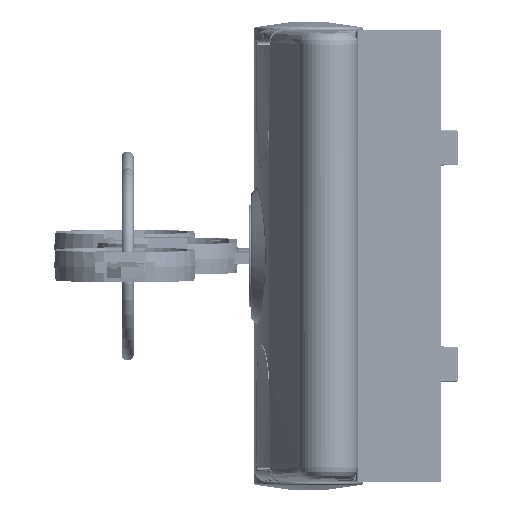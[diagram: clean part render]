
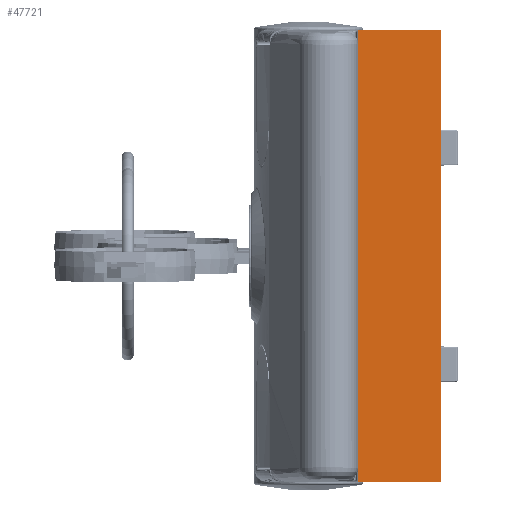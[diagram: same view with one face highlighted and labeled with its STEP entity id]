
A CAD part, left-side view. The second image highlights one B-rep face of the part: STEP entity #47721.
In plain terms, the highlighted face is planar.
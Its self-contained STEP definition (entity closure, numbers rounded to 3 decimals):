
#179 = CARTESIAN_POINT ( 'NONE',  ( -31.2, 13.7, -18.25 ) ) ;
#9931 = ORIENTED_EDGE ( 'NONE', *, *, #65071, .T. ) ;
#12670 = LINE ( 'NONE', #46201, #35216 ) ;
#14027 = EDGE_LOOP ( 'NONE', ( #38809, #49580, #9931, #117117, #115492, #29046, #120723, #117667 ) ) ;
#18527 = AXIS2_PLACEMENT_3D ( 'NONE', #75141, #94416, #37163 ) ;
#19509 = VECTOR ( 'NONE', #119624, 1000. ) ;
#21327 = VERTEX_POINT ( 'NONE', #65553 ) ;
#23543 = EDGE_CURVE ( 'NONE', #104913, #104497, #40232, .T. ) ;
#26261 = VERTEX_POINT ( 'NONE', #34436 ) ;
#27497 = PLANE ( 'NONE',  #18527 ) ;
#29046 = ORIENTED_EDGE ( 'NONE', *, *, #81113, .T. ) ;
#34436 = CARTESIAN_POINT ( 'NONE',  ( -31.2, 21.4, -18.25 ) ) ;
#34892 = LINE ( 'NONE', #98848, #57329 ) ;
#35216 = VECTOR ( 'NONE', #84198, 1000. ) ;
#36835 = CARTESIAN_POINT ( 'NONE',  ( 37.5, 13.7, -18.25 ) ) ;
#37163 = DIRECTION ( 'NONE',  ( 1., 0., 0. ) ) ;
#37903 = VERTEX_POINT ( 'NONE', #98670 ) ;
#38809 = ORIENTED_EDGE ( 'NONE', *, *, #108181, .F. ) ;
#39027 = EDGE_CURVE ( 'NONE', #97254, #40698, #84019, .T. ) ;
#40232 = LINE ( 'NONE', #115117, #89379 ) ;
#40698 = VERTEX_POINT ( 'NONE', #86794 ) ;
#46201 = CARTESIAN_POINT ( 'NONE',  ( -31.2, 32., -18.25 ) ) ;
#46777 = CARTESIAN_POINT ( 'NONE',  ( -37.5, 32., -18.25 ) ) ;
#47721 = ADVANCED_FACE ( 'NONE', ( #59365 ), #27497, .F. ) ;
#48058 = LINE ( 'NONE', #109988, #19509 ) ;
#49580 = ORIENTED_EDGE ( 'NONE', *, *, #23543, .T. ) ;
#56012 = DIRECTION ( 'NONE',  ( 0., -1., 0. ) ) ;
#56418 = DIRECTION ( 'NONE',  ( 0., -1., 0. ) ) ;
#57329 = VECTOR ( 'NONE', #70277, 1000. ) ;
#57644 = DIRECTION ( 'NONE',  ( 1., 0., 0. ) ) ;
#59365 = FACE_OUTER_BOUND ( 'NONE', #14027, .T. ) ;
#65071 = EDGE_CURVE ( 'NONE', #104497, #26261, #12670, .T. ) ;
#65553 = CARTESIAN_POINT ( 'NONE',  ( 31.2, 13.7, -18.25 ) ) ;
#70277 = DIRECTION ( 'NONE',  ( 1., 0., 0. ) ) ;
#70970 = CARTESIAN_POINT ( 'NONE',  ( 37.5, 13.7, -18.25 ) ) ;
#73345 = VECTOR ( 'NONE', #113532, 1000. ) ;
#75141 = CARTESIAN_POINT ( 'NONE',  ( -37.5, 32., -18.25 ) ) ;
#76912 = VERTEX_POINT ( 'NONE', #85252 ) ;
#79425 = EDGE_CURVE ( 'NONE', #26261, #37903, #34892, .T. ) ;
#80703 = DIRECTION ( 'NONE',  ( 0., -1., 0. ) ) ;
#81104 = VECTOR ( 'NONE', #56012, 1000. ) ;
#81113 = EDGE_CURVE ( 'NONE', #21327, #97254, #124457, .T. ) ;
#84019 = LINE ( 'NONE', #100071, #106643 ) ;
#84084 = LINE ( 'NONE', #46777, #100700 ) ;
#84198 = DIRECTION ( 'NONE',  ( 0., 1., 0. ) ) ;
#85252 = CARTESIAN_POINT ( 'NONE',  ( -37.5, 0., -18.25 ) ) ;
#86794 = CARTESIAN_POINT ( 'NONE',  ( 37.5, 0., -18.25 ) ) ;
#89379 = VECTOR ( 'NONE', #57644, 1000. ) ;
#94416 = DIRECTION ( 'NONE',  ( 0., 0., 1. ) ) ;
#97254 = VERTEX_POINT ( 'NONE', #70970 ) ;
#98670 = CARTESIAN_POINT ( 'NONE',  ( 31.2, 21.4, -18.25 ) ) ;
#98848 = CARTESIAN_POINT ( 'NONE',  ( 31.5, 21.4, -18.25 ) ) ;
#100071 = CARTESIAN_POINT ( 'NONE',  ( 37.5, 32., -18.25 ) ) ;
#100700 = VECTOR ( 'NONE', #56418, 1000. ) ;
#104497 = VERTEX_POINT ( 'NONE', #179 ) ;
#104913 = VERTEX_POINT ( 'NONE', #123332 ) ;
#106643 = VECTOR ( 'NONE', #80703, 1000. ) ;
#106697 = LINE ( 'NONE', #113446, #81104 ) ;
#108158 = EDGE_CURVE ( 'NONE', #37903, #21327, #106697, .T. ) ;
#108181 = EDGE_CURVE ( 'NONE', #104913, #76912, #84084, .T. ) ;
#109988 = CARTESIAN_POINT ( 'NONE',  ( -37.5, 0., -18.25 ) ) ;
#113446 = CARTESIAN_POINT ( 'NONE',  ( 31.2, 32., -18.25 ) ) ;
#113532 = DIRECTION ( 'NONE',  ( 1., 0., 0. ) ) ;
#115117 = CARTESIAN_POINT ( 'NONE',  ( -31.5, 13.7, -18.25 ) ) ;
#115492 = ORIENTED_EDGE ( 'NONE', *, *, #108158, .T. ) ;
#117117 = ORIENTED_EDGE ( 'NONE', *, *, #79425, .T. ) ;
#117667 = ORIENTED_EDGE ( 'NONE', *, *, #121072, .T. ) ;
#119624 = DIRECTION ( 'NONE',  ( -1., 0., 0. ) ) ;
#120723 = ORIENTED_EDGE ( 'NONE', *, *, #39027, .T. ) ;
#121072 = EDGE_CURVE ( 'NONE', #40698, #76912, #48058, .T. ) ;
#123332 = CARTESIAN_POINT ( 'NONE',  ( -37.5, 13.7, -18.25 ) ) ;
#124457 = LINE ( 'NONE', #36835, #73345 ) ;
